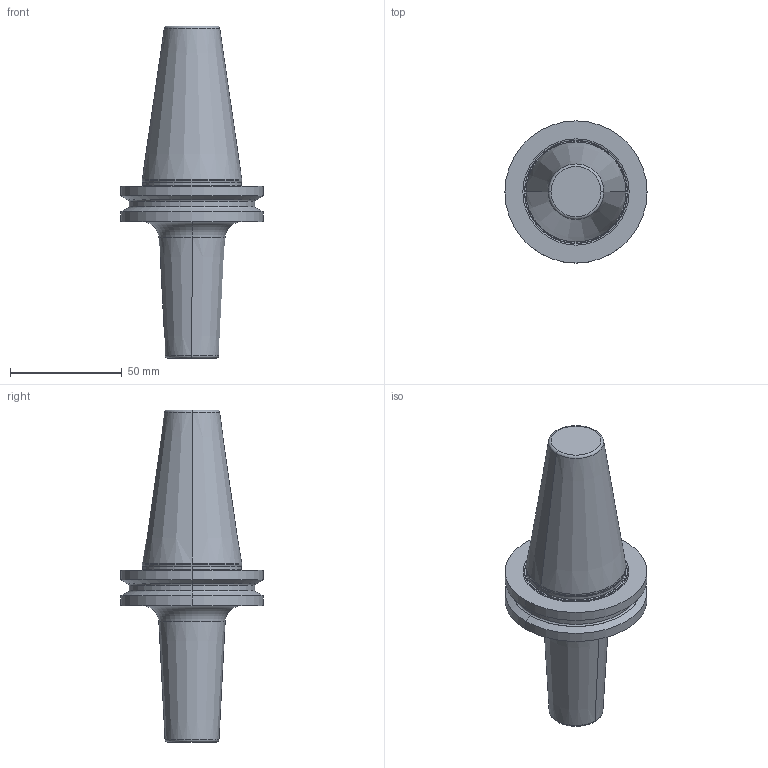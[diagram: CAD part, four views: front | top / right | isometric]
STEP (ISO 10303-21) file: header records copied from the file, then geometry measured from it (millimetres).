
FILE_DESCRIPTION((''),'2;1');
FILE_NAME('30376801','2016-04-27T',('BahnemannR'),(''),'PRO/ENGINEER BY PARAMETRIC TECHNOLOGY CORPORATION, 2011220','PRO/ENGINEER BY PARAMETRIC TECHNOLOGY CORPORATION, 2011220','');
FILE_SCHEMA(('AUTOMOTIVE_DESIGN_CC2 { 1 2 10303 214 -1 1 5 2 }'));
Length unit declared in the file: millimetre
Products named in the file (1): 30376801
Bounding box: 63.55 x 63.55 x 148.4 mm (x, y, z)
Volume: 141234.9 mm3; surface area: 24525.5 mm2
Topology: 1 solids, 1 shells, 50 faces, 186 edges, 148 vertices
Faces by surface type: torus 18, cylinder 12, cone 12, plane 8
Entity records: 2504 total; most frequent: DIRECTION 393, CARTESIAN_POINT 295, ORIENTED_EDGE 196, PRESENTATION_STYLE_ASSIGNMENT 194, STYLED_ITEM 194, CURVE_STYLE 191, AXIS2_PLACEMENT_3D 154, CIRCLE 101
